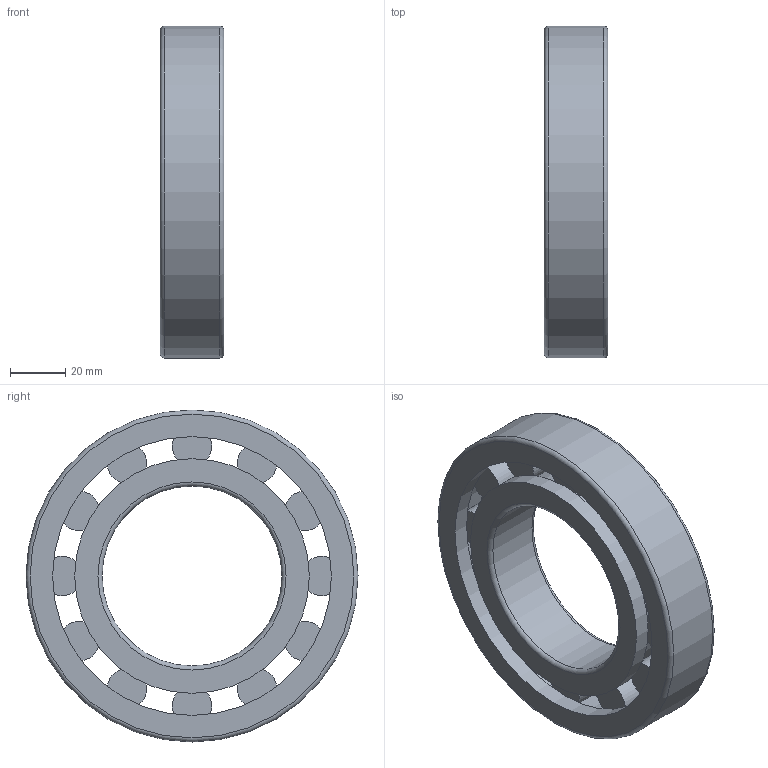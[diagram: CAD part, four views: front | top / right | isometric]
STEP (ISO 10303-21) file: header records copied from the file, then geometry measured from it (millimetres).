
FILE_DESCRIPTION(/* description */ ('STEP AP214'),/* implementation_level */ '2;1');
FILE_NAME(/* name */ 'NJ213',/* time_stamp */ '2024-09-23T11:33:35+02:00',/* author */ ('License CC BY-ND 4.0'),/* organization */ ('CADENAS'),/* preprocessor_version */ 'ST-DEVELOPER v19.3',/* originating_system */ 'PARTsolutions',/* authorisation */ ' ');
FILE_SCHEMA (('AUTOMOTIVE_DESIGN {1 0 10303 214 3 1 1}'));
Length unit declared in the file: millimetre
Products named in the file (4): NJ213; NJ213 Inner ring; NJ213 Outer ring; NJ213 Roller
Assembly tree (14 placements, depth 2):
  NJ213
    NJ213 Inner ring
    NJ213 Outer ring
    NJ213 Roller  x12
Bounding box: 23 x 120 x 120 mm (x, y, z)
Volume: 124173.3 mm3; surface area: 48955.8 mm2
Topology: 14 solids, 14 shells, 55 faces, 67 edges, 43 vertices
Faces by surface type: plane 31, cylinder 19, torus 4, cone 1
Full cylindrical faces by diameter (mm): 14.258 x12, 65 x1, 79.6 x1, 84.8 x1, 100.75 x2, 108.119 x1, 120 x1
Entity records: 631 total; most frequent: DIRECTION 116, CARTESIAN_POINT 79, AXIS2_PLACEMENT_3D 58, ORIENTED_EDGE 42, EDGE_LOOP 42, FACE_BOUND 42, ADVANCED_FACE 22, EDGE_CURVE 21
